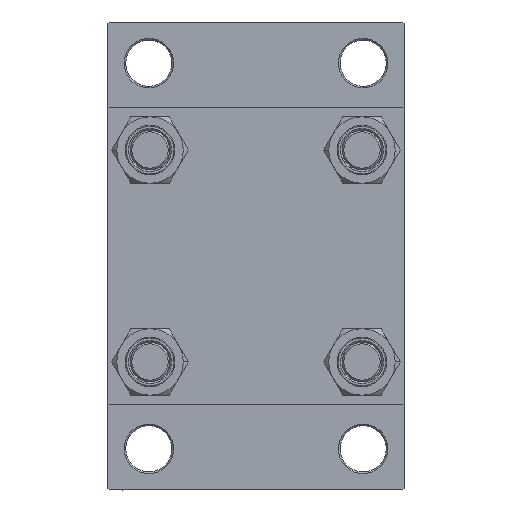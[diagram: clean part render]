
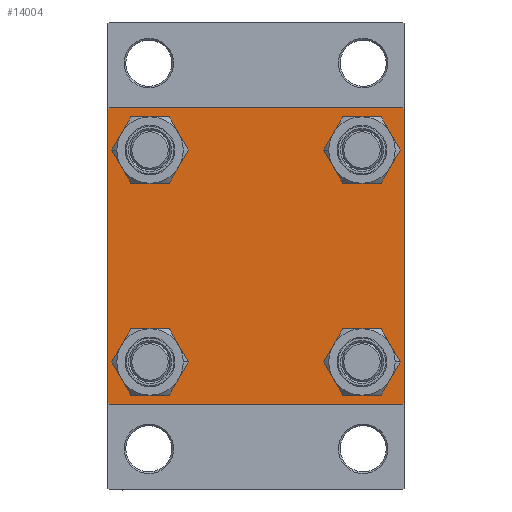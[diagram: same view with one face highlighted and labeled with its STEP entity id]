
A CAD part, left-side view. The second image highlights one B-rep face of the part: STEP entity #14004.
In plain terms, the highlighted planar face has unit normal (-1, 0, 0).
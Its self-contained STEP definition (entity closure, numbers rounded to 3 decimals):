
#130 = LINE ( 'NONE', #40830, #28587 ) ;
#630 = CARTESIAN_POINT ( 'NONE',  ( 0., 32.15, -32.15 ) ) ;
#983 = CARTESIAN_POINT ( 'NONE',  ( 0., 32.15, -38.65 ) ) ;
#1340 = DIRECTION ( 'NONE',  ( 0., 0.707, -0.707 ) ) ;
#1755 = CARTESIAN_POINT ( 'NONE',  ( 0., -44.5, -45. ) ) ;
#1860 = AXIS2_PLACEMENT_3D ( 'NONE', #47452, #40198, #14538 ) ;
#2084 = AXIS2_PLACEMENT_3D ( 'NONE', #32681, #43567, #29282 ) ;
#2135 = EDGE_CURVE ( 'NONE', #38661, #13957, #21980, .T. ) ;
#2802 = EDGE_CURVE ( 'NONE', #12003, #17628, #33062, .T. ) ;
#2864 = DIRECTION ( 'NONE',  ( 0., 0.707, 0.707 ) ) ;
#3748 = DIRECTION ( 'NONE',  ( 1., 0., 0. ) ) ;
#3867 = CIRCLE ( 'NONE', #34012, 6.5 ) ;
#4036 = EDGE_CURVE ( 'NONE', #7905, #4980, #43548, .T. ) ;
#4311 = EDGE_LOOP ( 'NONE', ( #33068, #25395 ) ) ;
#4729 = VERTEX_POINT ( 'NONE', #46374 ) ;
#4733 = EDGE_CURVE ( 'NONE', #13957, #38661, #21288, .T. ) ;
#4748 = CARTESIAN_POINT ( 'NONE',  ( 0., 44.75, 44.75 ) ) ;
#4882 = VERTEX_POINT ( 'NONE', #11480 ) ;
#4980 = VERTEX_POINT ( 'NONE', #16561 ) ;
#5027 = CIRCLE ( 'NONE', #13556, 6.5 ) ;
#5780 = EDGE_CURVE ( 'NONE', #32427, #36059, #15917, .T. ) ;
#6616 = CIRCLE ( 'NONE', #33685, 6.5 ) ;
#6868 = DIRECTION ( 'NONE',  ( 0., 0., 1. ) ) ;
#6904 = VECTOR ( 'NONE', #10153, 1000. ) ;
#7081 = CARTESIAN_POINT ( 'NONE',  ( 0., -45., 45. ) ) ;
#7108 = DIRECTION ( 'NONE',  ( 1., 0., 0. ) ) ;
#7905 = VERTEX_POINT ( 'NONE', #38985 ) ;
#8813 = DIRECTION ( 'NONE',  ( 0., 0., 1. ) ) ;
#9454 = CARTESIAN_POINT ( 'NONE',  ( 0., 45., 45. ) ) ;
#9660 = CARTESIAN_POINT ( 'NONE',  ( 0., -32.15, -25.65 ) ) ;
#9701 = CARTESIAN_POINT ( 'NONE',  ( 0., -32.15, 38.65 ) ) ;
#10153 = DIRECTION ( 'NONE',  ( 0., -1., 0. ) ) ;
#10391 = FACE_BOUND ( 'NONE', #18032, .T. ) ;
#10628 = PLANE ( 'NONE',  #38478 ) ;
#10744 = DIRECTION ( 'NONE',  ( 1., 0., 0. ) ) ;
#10893 = DIRECTION ( 'NONE',  ( 1., 0., 0. ) ) ;
#11080 = CARTESIAN_POINT ( 'NONE',  ( 0., 45., -45. ) ) ;
#11480 = CARTESIAN_POINT ( 'NONE',  ( 0., 32.15, 38.65 ) ) ;
#11522 = CARTESIAN_POINT ( 'NONE',  ( 0., -44.75, -44.75 ) ) ;
#12003 = VERTEX_POINT ( 'NONE', #1755 ) ;
#13173 = DIRECTION ( 'NONE',  ( 1., 0., 0. ) ) ;
#13556 = AXIS2_PLACEMENT_3D ( 'NONE', #14892, #3748, #47565 ) ;
#13957 = VERTEX_POINT ( 'NONE', #24457 ) ;
#14004 = ADVANCED_FACE ( 'NONE', ( #10391, #29020, #39460, #39685, #43781 ), #10628, .T. ) ;
#14022 = ORIENTED_EDGE ( 'NONE', *, *, #20368, .F. ) ;
#14538 = DIRECTION ( 'NONE',  ( 0., 0., 1. ) ) ;
#14888 = CARTESIAN_POINT ( 'NONE',  ( 0., 44.5, 45. ) ) ;
#14892 = CARTESIAN_POINT ( 'NONE',  ( 0., 32.15, 32.15 ) ) ;
#15196 = ORIENTED_EDGE ( 'NONE', *, *, #4036, .T. ) ;
#15431 = DIRECTION ( 'NONE',  ( 1., 0., 0. ) ) ;
#15603 = ORIENTED_EDGE ( 'NONE', *, *, #4733, .T. ) ;
#15917 = CIRCLE ( 'NONE', #29825, 6.5 ) ;
#16336 = VECTOR ( 'NONE', #1340, 1000. ) ;
#16561 = CARTESIAN_POINT ( 'NONE',  ( 0., -44.5, 45. ) ) ;
#16619 = ORIENTED_EDGE ( 'NONE', *, *, #24845, .T. ) ;
#17628 = VERTEX_POINT ( 'NONE', #45047 ) ;
#17861 = ORIENTED_EDGE ( 'NONE', *, *, #47393, .T. ) ;
#18032 = EDGE_LOOP ( 'NONE', ( #27613, #44279 ) ) ;
#18478 = VERTEX_POINT ( 'NONE', #19428 ) ;
#18626 = CARTESIAN_POINT ( 'NONE',  ( 0., -44.75, 44.75 ) ) ;
#18723 = EDGE_CURVE ( 'NONE', #18478, #4882, #3867, .T. ) ;
#19428 = CARTESIAN_POINT ( 'NONE',  ( 0., 32.15, 25.65 ) ) ;
#20368 = EDGE_CURVE ( 'NONE', #7905, #17628, #33239, .T. ) ;
#20705 = CARTESIAN_POINT ( 'NONE',  ( 0., 32.15, -25.65 ) ) ;
#20916 = ORIENTED_EDGE ( 'NONE', *, *, #46464, .F. ) ;
#21265 = VECTOR ( 'NONE', #22660, 1000. ) ;
#21288 = CIRCLE ( 'NONE', #22856, 6.5 ) ;
#21292 = CARTESIAN_POINT ( 'NONE',  ( 0., 0., 0. ) ) ;
#21980 = CIRCLE ( 'NONE', #1860, 6.5 ) ;
#22660 = DIRECTION ( 'NONE',  ( 0., -0.707, 0.707 ) ) ;
#22856 = AXIS2_PLACEMENT_3D ( 'NONE', #28446, #7108, #6868 ) ;
#22962 = ORIENTED_EDGE ( 'NONE', *, *, #30561, .T. ) ;
#23469 = ORIENTED_EDGE ( 'NONE', *, *, #25950, .T. ) ;
#24100 = VECTOR ( 'NONE', #32402, 1000. ) ;
#24457 = CARTESIAN_POINT ( 'NONE',  ( 0., -32.15, -38.65 ) ) ;
#24627 = ORIENTED_EDGE ( 'NONE', *, *, #38960, .T. ) ;
#24713 = DIRECTION ( 'NONE',  ( 0., 0., 1. ) ) ;
#24845 = EDGE_CURVE ( 'NONE', #29258, #30836, #30664, .T. ) ;
#24908 = LINE ( 'NONE', #9454, #6904 ) ;
#25149 = DIRECTION ( 'NONE',  ( 0., 0., 1. ) ) ;
#25395 = ORIENTED_EDGE ( 'NONE', *, *, #18723, .T. ) ;
#25650 = CARTESIAN_POINT ( 'NONE',  ( 0., 32.15, 32.15 ) ) ;
#25950 = EDGE_CURVE ( 'NONE', #4729, #12003, #47857, .T. ) ;
#26637 = EDGE_LOOP ( 'NONE', ( #17861, #22962, #23469, #37836, #14022, #15196, #20916, #16619 ) ) ;
#26653 = DIRECTION ( 'NONE',  ( 0., -0.707, -0.707 ) ) ;
#27135 = CARTESIAN_POINT ( 'NONE',  ( 0., 44.75, -44.75 ) ) ;
#27613 = ORIENTED_EDGE ( 'NONE', *, *, #5780, .T. ) ;
#27859 = CARTESIAN_POINT ( 'NONE',  ( 0., 45., 44.5 ) ) ;
#28446 = CARTESIAN_POINT ( 'NONE',  ( 0., -32.15, -32.15 ) ) ;
#28587 = VECTOR ( 'NONE', #40578, 1000. ) ;
#28786 = DIRECTION ( 'NONE',  ( -1., 0., 0. ) ) ;
#29020 = FACE_BOUND ( 'NONE', #36650, .T. ) ;
#29258 = VERTEX_POINT ( 'NONE', #14888 ) ;
#29282 = DIRECTION ( 'NONE',  ( 0., 0., 1. ) ) ;
#29641 = VECTOR ( 'NONE', #26653, 1000. ) ;
#29812 = ORIENTED_EDGE ( 'NONE', *, *, #2135, .T. ) ;
#29825 = AXIS2_PLACEMENT_3D ( 'NONE', #41983, #13173, #8813 ) ;
#30080 = DIRECTION ( 'NONE',  ( 0., 0., -1. ) ) ;
#30561 = EDGE_CURVE ( 'NONE', #31134, #4729, #37066, .T. ) ;
#30664 = LINE ( 'NONE', #4748, #16336 ) ;
#30836 = VERTEX_POINT ( 'NONE', #27859 ) ;
#31011 = VECTOR ( 'NONE', #30080, 1000. ) ;
#31134 = VERTEX_POINT ( 'NONE', #32158 ) ;
#31625 = VERTEX_POINT ( 'NONE', #983 ) ;
#32158 = CARTESIAN_POINT ( 'NONE',  ( 0., 45., -44.5 ) ) ;
#32402 = DIRECTION ( 'NONE',  ( 0., -1., 0. ) ) ;
#32427 = VERTEX_POINT ( 'NONE', #9701 ) ;
#32681 = CARTESIAN_POINT ( 'NONE',  ( 0., -32.15, 32.15 ) ) ;
#33062 = LINE ( 'NONE', #11522, #21265 ) ;
#33068 = ORIENTED_EDGE ( 'NONE', *, *, #37261, .T. ) ;
#33239 = LINE ( 'NONE', #7081, #31011 ) ;
#33685 = AXIS2_PLACEMENT_3D ( 'NONE', #630, #15431, #44965 ) ;
#34012 = AXIS2_PLACEMENT_3D ( 'NONE', #25650, #10893, #24713 ) ;
#34067 = CARTESIAN_POINT ( 'NONE',  ( 0., -32.15, 25.65 ) ) ;
#36059 = VERTEX_POINT ( 'NONE', #34067 ) ;
#36650 = EDGE_LOOP ( 'NONE', ( #29812, #15603 ) ) ;
#37066 = LINE ( 'NONE', #27135, #29641 ) ;
#37261 = EDGE_CURVE ( 'NONE', #4882, #18478, #5027, .T. ) ;
#37836 = ORIENTED_EDGE ( 'NONE', *, *, #2802, .T. ) ;
#38104 = EDGE_LOOP ( 'NONE', ( #24627, #44268 ) ) ;
#38478 = AXIS2_PLACEMENT_3D ( 'NONE', #21292, #28786, #25149 ) ;
#38661 = VERTEX_POINT ( 'NONE', #9660 ) ;
#38960 = EDGE_CURVE ( 'NONE', #44691, #31625, #6616, .T. ) ;
#38985 = CARTESIAN_POINT ( 'NONE',  ( 0., -45., 44.5 ) ) ;
#39460 = FACE_BOUND ( 'NONE', #38104, .T. ) ;
#39575 = CARTESIAN_POINT ( 'NONE',  ( 0., 32.15, -32.15 ) ) ;
#39685 = FACE_BOUND ( 'NONE', #4311, .T. ) ;
#40198 = DIRECTION ( 'NONE',  ( 1., 0., 0. ) ) ;
#40578 = DIRECTION ( 'NONE',  ( 0., 0., -1. ) ) ;
#40674 = EDGE_CURVE ( 'NONE', #36059, #32427, #43820, .T. ) ;
#40830 = CARTESIAN_POINT ( 'NONE',  ( 0., 45., 45. ) ) ;
#41983 = CARTESIAN_POINT ( 'NONE',  ( 0., -32.15, 32.15 ) ) ;
#43219 = AXIS2_PLACEMENT_3D ( 'NONE', #39575, #10744, #47527 ) ;
#43548 = LINE ( 'NONE', #18626, #46798 ) ;
#43567 = DIRECTION ( 'NONE',  ( 1., 0., 0. ) ) ;
#43781 = FACE_OUTER_BOUND ( 'NONE', #26637, .T. ) ;
#43820 = CIRCLE ( 'NONE', #2084, 6.5 ) ;
#44268 = ORIENTED_EDGE ( 'NONE', *, *, #45521, .T. ) ;
#44279 = ORIENTED_EDGE ( 'NONE', *, *, #40674, .T. ) ;
#44691 = VERTEX_POINT ( 'NONE', #20705 ) ;
#44965 = DIRECTION ( 'NONE',  ( 0., 0., 1. ) ) ;
#45047 = CARTESIAN_POINT ( 'NONE',  ( 0., -45., -44.5 ) ) ;
#45521 = EDGE_CURVE ( 'NONE', #31625, #44691, #47820, .T. ) ;
#46374 = CARTESIAN_POINT ( 'NONE',  ( 0., 44.5, -45. ) ) ;
#46464 = EDGE_CURVE ( 'NONE', #29258, #4980, #24908, .T. ) ;
#46798 = VECTOR ( 'NONE', #2864, 1000. ) ;
#47393 = EDGE_CURVE ( 'NONE', #30836, #31134, #130, .T. ) ;
#47452 = CARTESIAN_POINT ( 'NONE',  ( 0., -32.15, -32.15 ) ) ;
#47527 = DIRECTION ( 'NONE',  ( 0., 0., 1. ) ) ;
#47565 = DIRECTION ( 'NONE',  ( 0., 0., 1. ) ) ;
#47820 = CIRCLE ( 'NONE', #43219, 6.5 ) ;
#47857 = LINE ( 'NONE', #11080, #24100 ) ;
